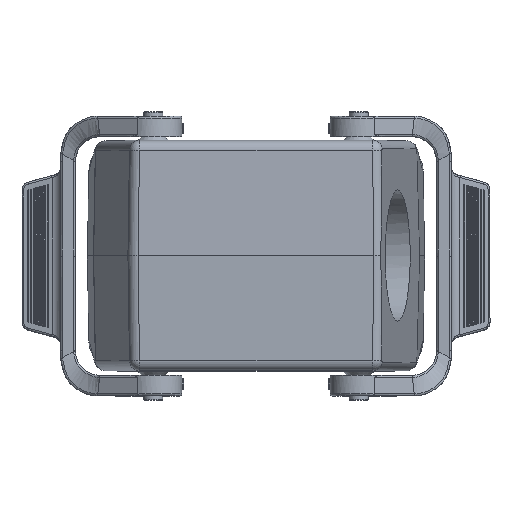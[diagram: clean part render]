
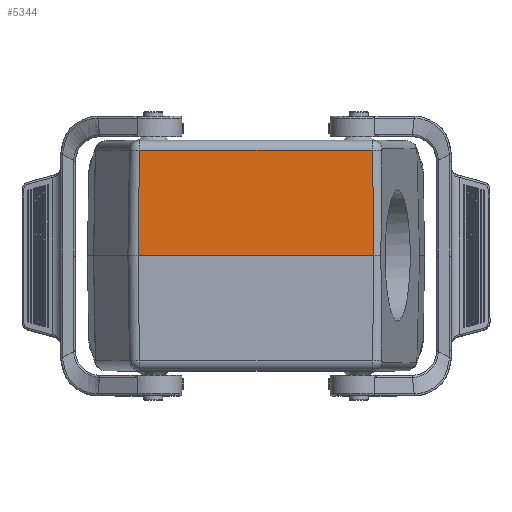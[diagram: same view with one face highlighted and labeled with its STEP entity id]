
A CAD part, top view. The second image highlights one B-rep face of the part: STEP entity #5344.
In plain terms, the highlighted planar face has unit normal (0, 0.018, 1).
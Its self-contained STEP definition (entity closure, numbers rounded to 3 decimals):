
#5344=ADVANCED_FACE('',(#6783),#6129,.T.);
#6129=PLANE('',#23571);
#6783=FACE_OUTER_BOUND('',#7831,.T.);
#7831=EDGE_LOOP('',(#10798,#10799,#10800,#10801));
#10798=ORIENTED_EDGE('',*,*,#16194,.F.);
#10799=ORIENTED_EDGE('',*,*,#15921,.T.);
#10800=ORIENTED_EDGE('',*,*,#16213,.T.);
#10801=ORIENTED_EDGE('',*,*,#16214,.T.);
#14022=VERTEX_POINT('',#35773);
#14023=VERTEX_POINT('',#35777);
#14283=VERTEX_POINT('',#36680);
#14295=VERTEX_POINT('',#36726);
#15921=EDGE_CURVE('',#14023,#14022,#19447,.T.);
#16194=EDGE_CURVE('',#14023,#14283,#19629,.T.);
#16213=EDGE_CURVE('',#14022,#14295,#19645,.T.);
#16214=EDGE_CURVE('',#14295,#14283,#19646,.T.);
#19447=LINE('',#35778,#20866);
#19629=LINE('',#36679,#21048);
#19645=LINE('',#36725,#21064);
#19646=LINE('',#36727,#21065);
#20866=VECTOR('',#26252,1.);
#21048=VECTOR('',#26580,1.);
#21064=VECTOR('',#26608,1.);
#21065=VECTOR('',#26609,1.);
#23571=AXIS2_PLACEMENT_3D('',#36728,#26610,#26611);
#26252=DIRECTION('',(-0.014,1.,-0.017));
#26580=DIRECTION('',(-1.,0.,0.));
#26608=DIRECTION('',(-1.,0.,0.));
#26609=DIRECTION('',(-0.014,-1.,0.017));
#26610=DIRECTION('',(0.,0.017,1.));
#26611=DIRECTION('',(0.,-1.,0.017));
#35773=CARTESIAN_POINT('',(28.325,25.544,67.804));
#35777=CARTESIAN_POINT('',(28.692,0.,68.25));
#35778=CARTESIAN_POINT('',(28.693,-0.03,68.251));
#36679=CARTESIAN_POINT('',(30.753,0.,68.25));
#36680=CARTESIAN_POINT('',(-28.692,0.,68.25));
#36725=CARTESIAN_POINT('',(30.753,25.544,67.804));
#36726=CARTESIAN_POINT('',(-28.325,25.544,67.804));
#36727=CARTESIAN_POINT('',(-28.68,0.855,68.235));
#36728=CARTESIAN_POINT('',(30.753,0.,68.25));
